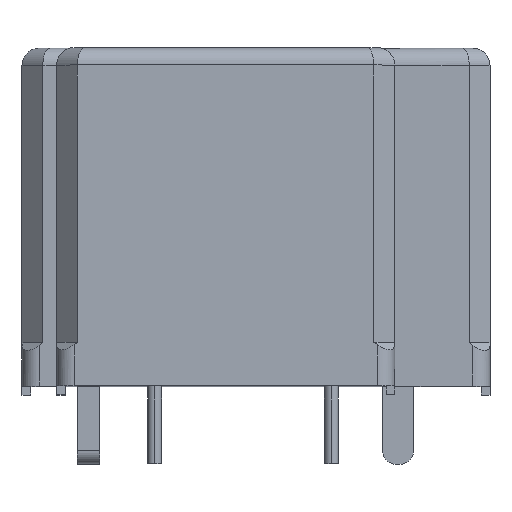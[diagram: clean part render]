
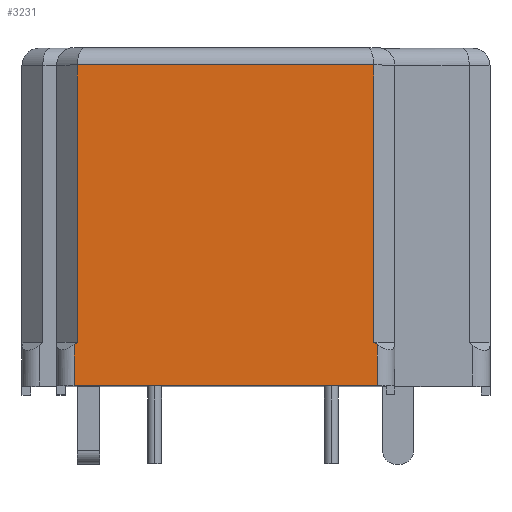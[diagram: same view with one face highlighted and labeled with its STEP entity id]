
A CAD part, top view. The second image highlights one B-rep face of the part: STEP entity #3231.
In plain terms, the highlighted planar face has unit normal (0, 0, 1).
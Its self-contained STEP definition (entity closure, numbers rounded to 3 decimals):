
#15 = VECTOR ( 'NONE', #793, 1000. ) ;
#79 = DIRECTION ( 'NONE',  ( 0., 1., 0. ) ) ;
#191 = DIRECTION ( 'NONE',  ( 1., 0., 0. ) ) ;
#278 = ORIENTED_EDGE ( 'NONE', *, *, #467, .T. ) ;
#359 = DIRECTION ( 'NONE',  ( 1., 0., 0. ) ) ;
#383 = AXIS2_PLACEMENT_3D ( 'NONE', #1781, #682, #191 ) ;
#412 = EDGE_CURVE ( 'NONE', #958, #1102, #3041, .T. ) ;
#445 = DIRECTION ( 'NONE',  ( -0.816, 0.577, 0. ) ) ;
#453 = LINE ( 'NONE', #3435, #15 ) ;
#467 = EDGE_CURVE ( 'NONE', #2459, #3364, #453, .T. ) ;
#478 = ORIENTED_EDGE ( 'NONE', *, *, #2393, .T. ) ;
#535 = VECTOR ( 'NONE', #2753, 1000. ) ;
#563 = CARTESIAN_POINT ( 'NONE',  ( 7., -19.5, 16. ) ) ;
#585 = CARTESIAN_POINT ( 'NONE',  ( 6.8, -1., 16. ) ) ;
#645 = EDGE_CURVE ( 'NONE', #3364, #1783, #1857, .T. ) ;
#682 = DIRECTION ( 'NONE',  ( 0., 0., 1. ) ) ;
#735 = CARTESIAN_POINT ( 'NONE',  ( -10.3, -18., 16. ) ) ;
#760 = VERTEX_POINT ( 'NONE', #827 ) ;
#771 = VECTOR ( 'NONE', #445, 1000. ) ;
#793 = DIRECTION ( 'NONE',  ( 0., 1., 0. ) ) ;
#813 = CARTESIAN_POINT ( 'NONE',  ( -11.5, -1., 16. ) ) ;
#827 = CARTESIAN_POINT ( 'NONE',  ( -10.3, -17., 16. ) ) ;
#958 = VERTEX_POINT ( 'NONE', #3357 ) ;
#970 = ORIENTED_EDGE ( 'NONE', *, *, #1301, .T. ) ;
#1038 = DIRECTION ( 'NONE',  ( -0.816, -0.577, 0. ) ) ;
#1102 = VERTEX_POINT ( 'NONE', #563 ) ;
#1116 = ORIENTED_EDGE ( 'NONE', *, *, #412, .T. ) ;
#1133 = DIRECTION ( 'NONE',  ( -1., 0., 0. ) ) ;
#1145 = CARTESIAN_POINT ( 'NONE',  ( -10.5, -20., 16. ) ) ;
#1207 = CARTESIAN_POINT ( 'NONE',  ( -10.3, -1., 16. ) ) ;
#1210 = CARTESIAN_POINT ( 'NONE',  ( 10.809, -19.835, 16. ) ) ;
#1222 = PLANE ( 'NONE',  #383 ) ;
#1301 = EDGE_CURVE ( 'NONE', #3204, #2459, #3354, .T. ) ;
#1636 = LINE ( 'NONE', #2972, #1798 ) ;
#1689 = LINE ( 'NONE', #1145, #535 ) ;
#1697 = EDGE_CURVE ( 'NONE', #1102, #3204, #1636, .T. ) ;
#1716 = VERTEX_POINT ( 'NONE', #3180 ) ;
#1781 = CARTESIAN_POINT ( 'NONE',  ( -11.5, -20., 16. ) ) ;
#1783 = VERTEX_POINT ( 'NONE', #1207 ) ;
#1790 = VECTOR ( 'NONE', #1133, 1000. ) ;
#1798 = VECTOR ( 'NONE', #79, 1000. ) ;
#1802 = CARTESIAN_POINT ( 'NONE',  ( 6.8, -17., 16. ) ) ;
#1825 = VECTOR ( 'NONE', #2367, 1000. ) ;
#1857 = LINE ( 'NONE', #813, #1790 ) ;
#1988 = FACE_OUTER_BOUND ( 'NONE', #3191, .T. ) ;
#2089 = CARTESIAN_POINT ( 'NONE',  ( -13.143, -19.01, 16. ) ) ;
#2099 = ORIENTED_EDGE ( 'NONE', *, *, #645, .T. ) ;
#2101 = VECTOR ( 'NONE', #1038, 1000. ) ;
#2198 = CARTESIAN_POINT ( 'NONE',  ( -13.5, -19.5, 16. ) ) ;
#2367 = DIRECTION ( 'NONE',  ( 0., 1., 0. ) ) ;
#2393 = EDGE_CURVE ( 'NONE', #1716, #958, #1689, .T. ) ;
#2408 = ORIENTED_EDGE ( 'NONE', *, *, #3306, .F. ) ;
#2459 = VERTEX_POINT ( 'NONE', #1802 ) ;
#2472 = VECTOR ( 'NONE', #359, 1000. ) ;
#2753 = DIRECTION ( 'NONE',  ( 0., -1., 0. ) ) ;
#2809 = CARTESIAN_POINT ( 'NONE',  ( 7., -17.141, 16. ) ) ;
#2859 = LINE ( 'NONE', #735, #1825 ) ;
#2955 = ORIENTED_EDGE ( 'NONE', *, *, #3324, .T. ) ;
#2972 = CARTESIAN_POINT ( 'NONE',  ( 7., -20., 16. ) ) ;
#3041 = LINE ( 'NONE', #2198, #2472 ) ;
#3053 = ORIENTED_EDGE ( 'NONE', *, *, #1697, .T. ) ;
#3133 = LINE ( 'NONE', #2089, #2101 ) ;
#3180 = CARTESIAN_POINT ( 'NONE',  ( -10.5, -17.141, 16. ) ) ;
#3191 = EDGE_LOOP ( 'NONE', ( #1116, #3053, #970, #278, #2099, #2408, #2955, #478 ) ) ;
#3204 = VERTEX_POINT ( 'NONE', #2809 ) ;
#3231 = ADVANCED_FACE ( 'NONE', ( #1988 ), #1222, .T. ) ;
#3306 = EDGE_CURVE ( 'NONE', #760, #1783, #2859, .T. ) ;
#3324 = EDGE_CURVE ( 'NONE', #760, #1716, #3133, .T. ) ;
#3354 = LINE ( 'NONE', #1210, #771 ) ;
#3357 = CARTESIAN_POINT ( 'NONE',  ( -10.5, -19.5, 16. ) ) ;
#3364 = VERTEX_POINT ( 'NONE', #585 ) ;
#3435 = CARTESIAN_POINT ( 'NONE',  ( 6.8, -18., 16. ) ) ;
